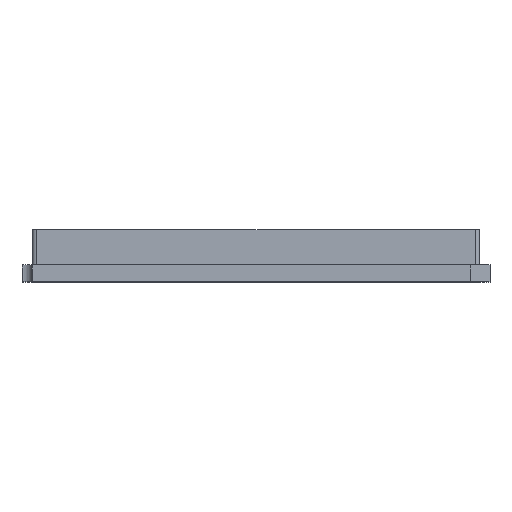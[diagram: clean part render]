
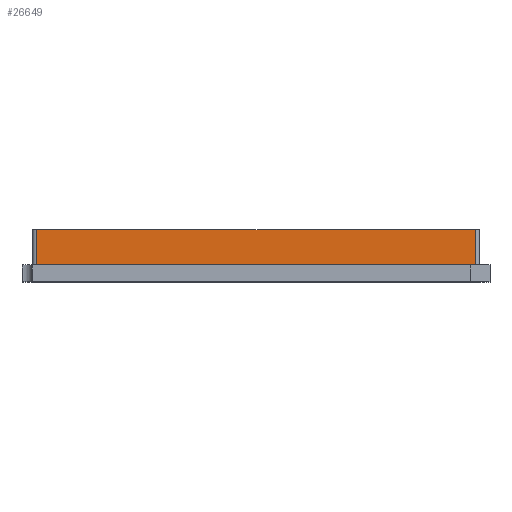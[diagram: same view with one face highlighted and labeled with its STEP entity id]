
A CAD part, top view. The second image highlights one B-rep face of the part: STEP entity #26649.
In plain terms, the highlighted planar face has unit normal (0, 0, 1).
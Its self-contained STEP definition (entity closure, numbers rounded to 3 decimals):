
#1262 = FACE_OUTER_BOUND ( 'NONE', #10295, .T. ) ;
#4577 = VERTEX_POINT ( 'NONE', #12761 ) ;
#6615 = DIRECTION ( 'NONE',  ( -1., 0., 0. ) ) ;
#7613 = AXIS2_PLACEMENT_3D ( 'NONE', #18302, #20745, #6615 ) ;
#9274 = DIRECTION ( 'NONE',  ( 1., 0., 0. ) ) ;
#9497 = CARTESIAN_POINT ( 'NONE',  ( -10.55, 2.5, 12.75 ) ) ;
#9822 = LINE ( 'NONE', #12319, #13275 ) ;
#10295 = EDGE_LOOP ( 'NONE', ( #10409, #30032, #13782, #11669 ) ) ;
#10409 = ORIENTED_EDGE ( 'NONE', *, *, #29605, .F. ) ;
#11484 = CARTESIAN_POINT ( 'NONE',  ( -10.55, 0.8, 12.75 ) ) ;
#11669 = ORIENTED_EDGE ( 'NONE', *, *, #22489, .F. ) ;
#12319 = CARTESIAN_POINT ( 'NONE',  ( -10.55, 38.354, 12.75 ) ) ;
#12761 = CARTESIAN_POINT ( 'NONE',  ( 10.55, 2.5, 12.75 ) ) ;
#13275 = VECTOR ( 'NONE', #14766, 1000. ) ;
#13557 = PLANE ( 'NONE',  #7613 ) ;
#13732 = CARTESIAN_POINT ( 'NONE',  ( 10.55, 38.354, 12.75 ) ) ;
#13782 = ORIENTED_EDGE ( 'NONE', *, *, #24599, .T. ) ;
#14766 = DIRECTION ( 'NONE',  ( 0., -1., 0. ) ) ;
#16301 = VECTOR ( 'NONE', #21311, 1000. ) ;
#16576 = CARTESIAN_POINT ( 'NONE',  ( -10.55, 0.8, 12.75 ) ) ;
#16711 = CARTESIAN_POINT ( 'NONE',  ( -10.55, 2.5, 12.75 ) ) ;
#18282 = CARTESIAN_POINT ( 'NONE',  ( 10.55, 0.8, 12.75 ) ) ;
#18302 = CARTESIAN_POINT ( 'NONE',  ( -10.55, 38.354, 12.75 ) ) ;
#18890 = DIRECTION ( 'NONE',  ( 0., -1., 0. ) ) ;
#20448 = LINE ( 'NONE', #9497, #26557 ) ;
#20745 = DIRECTION ( 'NONE',  ( 0., 0., -1. ) ) ;
#21311 = DIRECTION ( 'NONE',  ( 1., 0., 0. ) ) ;
#22151 = VERTEX_POINT ( 'NONE', #18282 ) ;
#22489 = EDGE_CURVE ( 'NONE', #4577, #22151, #30192, .T. ) ;
#22820 = LINE ( 'NONE', #11484, #16301 ) ;
#22884 = VECTOR ( 'NONE', #18890, 1000. ) ;
#24599 = EDGE_CURVE ( 'NONE', #30068, #22151, #22820, .T. ) ;
#25003 = VERTEX_POINT ( 'NONE', #16711 ) ;
#26295 = EDGE_CURVE ( 'NONE', #25003, #30068, #9822, .T. ) ;
#26557 = VECTOR ( 'NONE', #9274, 1000. ) ;
#26649 = ADVANCED_FACE ( 'NONE', ( #1262 ), #13557, .F. ) ;
#29605 = EDGE_CURVE ( 'NONE', #25003, #4577, #20448, .T. ) ;
#30032 = ORIENTED_EDGE ( 'NONE', *, *, #26295, .T. ) ;
#30068 = VERTEX_POINT ( 'NONE', #16576 ) ;
#30192 = LINE ( 'NONE', #13732, #22884 ) ;
